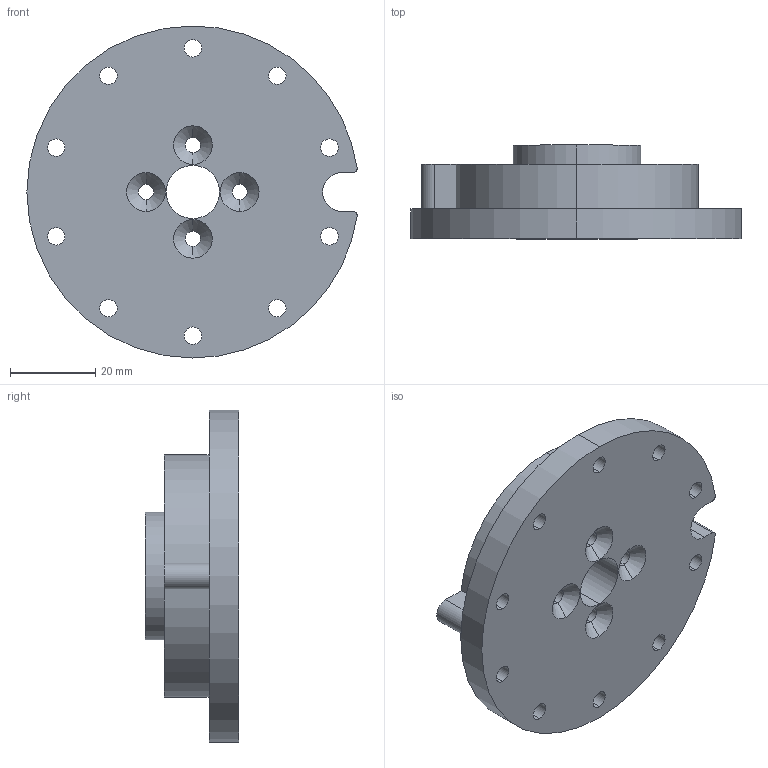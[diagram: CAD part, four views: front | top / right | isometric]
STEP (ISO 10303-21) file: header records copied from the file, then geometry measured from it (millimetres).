
FILE_DESCRIPTION(('FreeCAD Model'),'2;1');
FILE_NAME('Open CASCADE Shape Model','2021-05-04T18:49:31',('Author'),( ''),'Open CASCADE STEP processor 7.5','FreeCAD','Unknown');
FILE_SCHEMA(('AUTOMOTIVE_DESIGN { 1 0 10303 214 1 1 1 1 }'));
Length unit declared in the file: millimetre
Products named in the file (1): J3 Coupler_J3 Coupler
Bounding box: 77.59 x 22 x 78 mm (x, y, z)
Volume: 41899.1 mm3; surface area: 18830 mm2
Topology: 1 solids, 1 shells, 64 faces, 166 edges, 108 vertices
Faces by surface type: cylinder 46, plane 10, cone 8
Entity records: 4276 total; most frequent: CARTESIAN_POINT 731, DIRECTION 718, ORIENTED_EDGE 332, PCURVE 332, DEFINITIONAL_REPRESENTATION 332, LINE 306, VECTOR 306, CIRCLE 182
